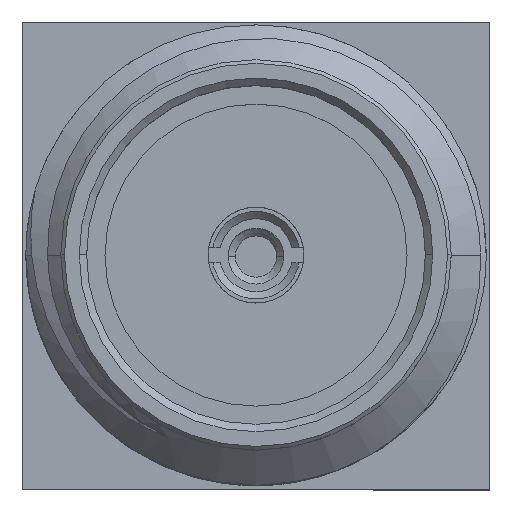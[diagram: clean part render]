
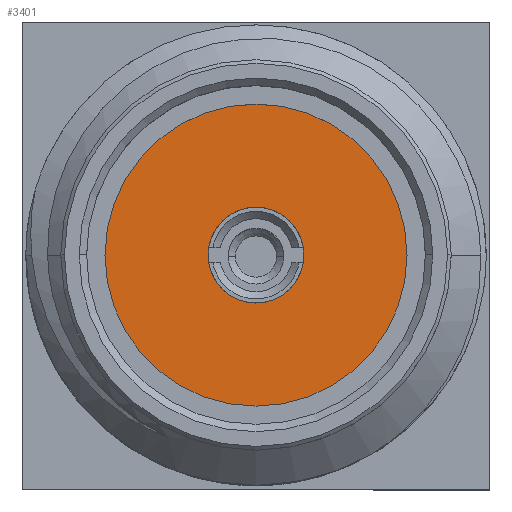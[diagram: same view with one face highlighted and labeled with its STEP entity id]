
A CAD part, top view. The second image highlights one B-rep face of the part: STEP entity #3401.
In plain terms, the highlighted planar face has unit normal (0, 0, 1).
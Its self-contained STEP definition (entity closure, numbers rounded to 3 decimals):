
#18 = FACE_BOUND ( 'NONE', #1357, .T. ) ;
#39 = DIRECTION ( 'NONE',  ( 0., 0., 1. ) ) ;
#53 = VERTEX_POINT ( 'NONE', #2204 ) ;
#158 = EDGE_CURVE ( 'NONE', #2647, #2460, #257, .T. ) ;
#200 = ORIENTED_EDGE ( 'NONE', *, *, #616, .F. ) ;
#257 = CIRCLE ( 'NONE', #3566, 0.65 ) ;
#448 = ORIENTED_EDGE ( 'NONE', *, *, #4656, .F. ) ;
#577 = ORIENTED_EDGE ( 'NONE', *, *, #2143, .T. ) ;
#616 = EDGE_CURVE ( 'NONE', #53, #2984, #3459, .T. ) ;
#760 = DIRECTION ( 'NONE',  ( 0., -1., 0. ) ) ;
#812 = AXIS2_PLACEMENT_3D ( 'NONE', #2607, #39, #760 ) ;
#1040 = EDGE_LOOP ( 'NONE', ( #448, #200 ) ) ;
#1074 = PLANE ( 'NONE',  #812 ) ;
#1259 = AXIS2_PLACEMENT_3D ( 'NONE', #1331, #4599, #1277 ) ;
#1277 = DIRECTION ( 'NONE',  ( 0., 1., 0. ) ) ;
#1294 = CARTESIAN_POINT ( 'NONE',  ( 0., -0.65, 11.33 ) ) ;
#1331 = CARTESIAN_POINT ( 'NONE',  ( 0., 0., 11.33 ) ) ;
#1357 = EDGE_LOOP ( 'NONE', ( #2037, #577 ) ) ;
#1471 = DIRECTION ( 'NONE',  ( 0., 0., -1. ) ) ;
#1519 = DIRECTION ( 'NONE',  ( 0., 0., -1. ) ) ;
#1744 = CARTESIAN_POINT ( 'NONE',  ( 0., 2.05, 11.33 ) ) ;
#1775 = CARTESIAN_POINT ( 'NONE',  ( 0., 0., 11.33 ) ) ;
#2037 = ORIENTED_EDGE ( 'NONE', *, *, #158, .T. ) ;
#2143 = EDGE_CURVE ( 'NONE', #2460, #2647, #3976, .T. ) ;
#2204 = CARTESIAN_POINT ( 'NONE',  ( 0., -2.05, 11.33 ) ) ;
#2218 = FACE_OUTER_BOUND ( 'NONE', #1040, .T. ) ;
#2346 = CIRCLE ( 'NONE', #1259, 2.05 ) ;
#2460 = VERTEX_POINT ( 'NONE', #1294 ) ;
#2607 = CARTESIAN_POINT ( 'NONE',  ( 0., 0.65, 11.33 ) ) ;
#2647 = VERTEX_POINT ( 'NONE', #3963 ) ;
#2687 = DIRECTION ( 'NONE',  ( 0., 1., 0. ) ) ;
#2945 = DIRECTION ( 'NONE',  ( 0., 1., 0. ) ) ;
#2984 = VERTEX_POINT ( 'NONE', #1744 ) ;
#3320 = CARTESIAN_POINT ( 'NONE',  ( 0., 0., 11.33 ) ) ;
#3371 = DIRECTION ( 'NONE',  ( 0., 0., -1. ) ) ;
#3401 = ADVANCED_FACE ( 'NONE', ( #18, #2218 ), #1074, .T. ) ;
#3416 = DIRECTION ( 'NONE',  ( 0., 1., 0. ) ) ;
#3450 = CARTESIAN_POINT ( 'NONE',  ( 0., 0., 11.33 ) ) ;
#3459 = CIRCLE ( 'NONE', #3781, 2.05 ) ;
#3566 = AXIS2_PLACEMENT_3D ( 'NONE', #3450, #3371, #2687 ) ;
#3781 = AXIS2_PLACEMENT_3D ( 'NONE', #1775, #1471, #2945 ) ;
#3963 = CARTESIAN_POINT ( 'NONE',  ( 0., 0.65, 11.33 ) ) ;
#3976 = CIRCLE ( 'NONE', #4282, 0.65 ) ;
#4282 = AXIS2_PLACEMENT_3D ( 'NONE', #3320, #1519, #3416 ) ;
#4599 = DIRECTION ( 'NONE',  ( 0., 0., -1. ) ) ;
#4656 = EDGE_CURVE ( 'NONE', #2984, #53, #2346, .T. ) ;
